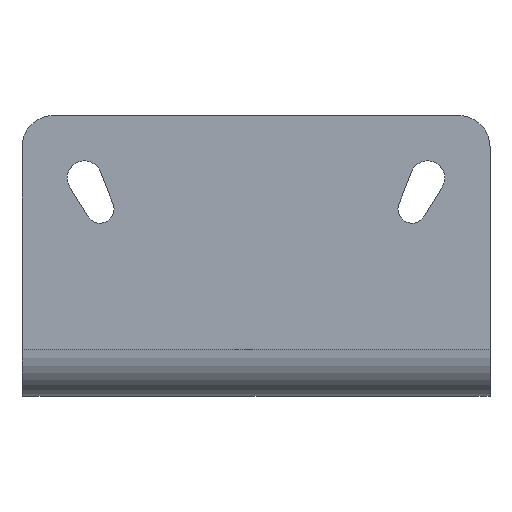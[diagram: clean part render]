
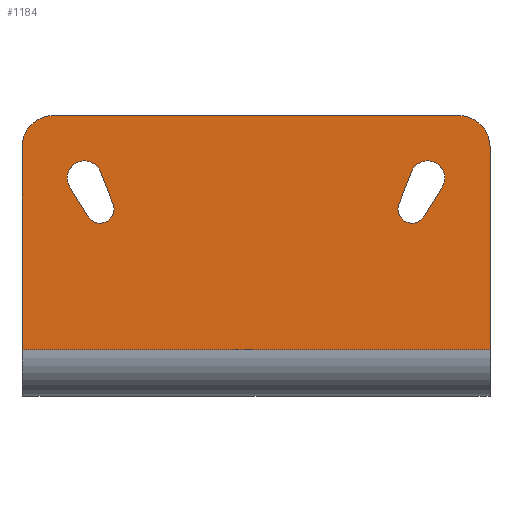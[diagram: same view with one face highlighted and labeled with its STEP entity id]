
A CAD part, front view. The second image highlights one B-rep face of the part: STEP entity #1184.
In plain terms, the highlighted planar face has unit normal (0, -1, 0).
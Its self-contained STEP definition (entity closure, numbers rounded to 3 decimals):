
#4 = CARTESIAN_POINT ( 'NONE',  ( 32.5, -5., 40. ) ) ;
#21 = VERTEX_POINT ( 'NONE', #82 ) ;
#33 = VERTEX_POINT ( 'NONE', #178 ) ;
#34 = ORIENTED_EDGE ( 'NONE', *, *, #177, .F. ) ;
#37 = FACE_BOUND ( 'NONE', #1277, .T. ) ;
#46 = EDGE_CURVE ( 'NONE', #294, #690, #792, .T. ) ;
#50 = CARTESIAN_POINT ( 'NONE',  ( 32.5, -5., 35. ) ) ;
#53 = DIRECTION ( 'NONE',  ( 0., -1., 0. ) ) ;
#58 = DIRECTION ( 'NONE',  ( 0., 0., -1. ) ) ;
#75 = CARTESIAN_POINT ( 'NONE',  ( -27.5, -5., 30. ) ) ;
#76 = EDGE_CURVE ( 'NONE', #390, #21, #634, .T. ) ;
#82 = CARTESIAN_POINT ( 'NONE',  ( -37.5, -5., 2.5 ) ) ;
#89 = CIRCLE ( 'NONE', #1068, 2.75 ) ;
#94 = CARTESIAN_POINT ( 'NONE',  ( 29.84, -5., 28.555 ) ) ;
#107 = CARTESIAN_POINT ( 'NONE',  ( -27.5, -5., 32.75 ) ) ;
#108 = DIRECTION ( 'NONE',  ( 0.365, 0., -0.931 ) ) ;
#109 = DIRECTION ( 'NONE',  ( 0., 1., 0. ) ) ;
#137 = DIRECTION ( 'NONE',  ( 0., 0., -1. ) ) ;
#151 = CARTESIAN_POINT ( 'NONE',  ( -32.5, -5., 35. ) ) ;
#154 = DIRECTION ( 'NONE',  ( 0., 0., -1. ) ) ;
#158 = DIRECTION ( 'NONE',  ( 0., -1., 0. ) ) ;
#160 = ORIENTED_EDGE ( 'NONE', *, *, #551, .T. ) ;
#161 = VECTOR ( 'NONE', #715, 1000. ) ;
#169 = DIRECTION ( 'NONE',  ( 0., 0., -1. ) ) ;
#173 = CIRCLE ( 'NONE', #364, 2.75 ) ;
#177 = EDGE_CURVE ( 'NONE', #350, #1103, #381, .T. ) ;
#178 = CARTESIAN_POINT ( 'NONE',  ( 37.5, -5., 2.5 ) ) ;
#180 = DIRECTION ( 'NONE',  ( 0.365, 0., 0.931 ) ) ;
#183 = CARTESIAN_POINT ( 'NONE',  ( 22.906, -5., 25.822 ) ) ;
#193 = LINE ( 'NONE', #540, #630 ) ;
#212 = LINE ( 'NONE', #845, #1293 ) ;
#227 = CIRCLE ( 'NONE', #408, 2.75 ) ;
#251 = CARTESIAN_POINT ( 'NONE',  ( -24.94, -5., 31.005 ) ) ;
#272 = CARTESIAN_POINT ( 'NONE',  ( -25., -5., 25. ) ) ;
#278 = DIRECTION ( 'NONE',  ( 0., 1., 0. ) ) ;
#294 = VERTEX_POINT ( 'NONE', #1309 ) ;
#295 = CARTESIAN_POINT ( 'NONE',  ( -37.5, -5., 40. ) ) ;
#297 = CARTESIAN_POINT ( 'NONE',  ( -37.5, -5., -5. ) ) ;
#301 = EDGE_CURVE ( 'NONE', #817, #1301, #1089, .T. ) ;
#304 = VERTEX_POINT ( 'NONE', #251 ) ;
#324 = ORIENTED_EDGE ( 'NONE', *, *, #1079, .T. ) ;
#329 = CARTESIAN_POINT ( 'NONE',  ( 25., -5., 25. ) ) ;
#339 = DIRECTION ( 'NONE',  ( 0., 1., 0. ) ) ;
#350 = VERTEX_POINT ( 'NONE', #588 ) ;
#351 = DIRECTION ( 'NONE',  ( 0., 0., -1. ) ) ;
#357 = ORIENTED_EDGE ( 'NONE', *, *, #933, .T. ) ;
#358 = CIRCLE ( 'NONE', #859, 2.75 ) ;
#364 = AXIS2_PLACEMENT_3D ( 'NONE', #371, #278, #791 ) ;
#371 = CARTESIAN_POINT ( 'NONE',  ( -27.5, -5., 30. ) ) ;
#381 = LINE ( 'NONE', #295, #161 ) ;
#390 = VERTEX_POINT ( 'NONE', #679 ) ;
#401 = PLANE ( 'NONE',  #1322 ) ;
#408 = AXIS2_PLACEMENT_3D ( 'NONE', #589, #601, #593 ) ;
#412 = VECTOR ( 'NONE', #180, 1000. ) ;
#422 = DIRECTION ( 'NONE',  ( 0., -1., 0. ) ) ;
#430 = DIRECTION ( 'NONE',  ( 0., 0., -1. ) ) ;
#449 = CARTESIAN_POINT ( 'NONE',  ( -37.5, -5., -5. ) ) ;
#454 = VERTEX_POINT ( 'NONE', #666 ) ;
#489 = DIRECTION ( 'NONE',  ( 0., 0., -1. ) ) ;
#492 = ORIENTED_EDGE ( 'NONE', *, *, #46, .T. ) ;
#495 = ORIENTED_EDGE ( 'NONE', *, *, #866, .T. ) ;
#500 = AXIS2_PLACEMENT_3D ( 'NONE', #50, #53, #58 ) ;
#502 = CARTESIAN_POINT ( 'NONE',  ( -26.914, -5., 23.818 ) ) ;
#514 = VECTOR ( 'NONE', #1278, 1000. ) ;
#540 = CARTESIAN_POINT ( 'NONE',  ( -37.5, -5., 2.5 ) ) ;
#551 = EDGE_CURVE ( 'NONE', #304, #817, #212, .T. ) ;
#562 = LINE ( 'NONE', #1348, #1359 ) ;
#577 = FACE_BOUND ( 'NONE', #1033, .T. ) ;
#585 = VECTOR ( 'NONE', #489, 1000. ) ;
#588 = CARTESIAN_POINT ( 'NONE',  ( -32.5, -5., 40. ) ) ;
#589 = CARTESIAN_POINT ( 'NONE',  ( 27.5, -5., 30. ) ) ;
#593 = DIRECTION ( 'NONE',  ( 0., 0., -1. ) ) ;
#601 = DIRECTION ( 'NONE',  ( 0., 1., 0. ) ) ;
#604 = CARTESIAN_POINT ( 'NONE',  ( -22.906, -5., 25.822 ) ) ;
#627 = EDGE_CURVE ( 'NONE', #1334, #33, #1230, .T. ) ;
#630 = VECTOR ( 'NONE', #1162, 1000. ) ;
#634 = LINE ( 'NONE', #449, #585 ) ;
#643 = CIRCLE ( 'NONE', #903, 5. ) ;
#666 = CARTESIAN_POINT ( 'NONE',  ( 27.5, -5., 32.75 ) ) ;
#679 = CARTESIAN_POINT ( 'NONE',  ( -37.5, -5., 35. ) ) ;
#690 = VERTEX_POINT ( 'NONE', #705 ) ;
#705 = CARTESIAN_POINT ( 'NONE',  ( 24.94, -5., 31.005 ) ) ;
#715 = DIRECTION ( 'NONE',  ( 1., 0., 0. ) ) ;
#744 = EDGE_LOOP ( 'NONE', ( #1085, #839, #495, #940, #868, #34 ) ) ;
#775 = CARTESIAN_POINT ( 'NONE',  ( 26.914, -5., 23.818 ) ) ;
#777 = VERTEX_POINT ( 'NONE', #107 ) ;
#791 = DIRECTION ( 'NONE',  ( 0., 0., -1. ) ) ;
#792 = LINE ( 'NONE', #183, #412 ) ;
#801 = CIRCLE ( 'NONE', #1006, 2.25 ) ;
#809 = CARTESIAN_POINT ( 'NONE',  ( 37.5, -5., 35. ) ) ;
#812 = ORIENTED_EDGE ( 'NONE', *, *, #1275, .T. ) ;
#817 = VERTEX_POINT ( 'NONE', #604 ) ;
#839 = ORIENTED_EDGE ( 'NONE', *, *, #76, .T. ) ;
#842 = AXIS2_PLACEMENT_3D ( 'NONE', #272, #889, #154 ) ;
#845 = CARTESIAN_POINT ( 'NONE',  ( -22.906, -5., 25.822 ) ) ;
#859 = AXIS2_PLACEMENT_3D ( 'NONE', #75, #109, #137 ) ;
#866 = EDGE_CURVE ( 'NONE', #21, #33, #193, .T. ) ;
#868 = ORIENTED_EDGE ( 'NONE', *, *, #1134, .T. ) ;
#889 = DIRECTION ( 'NONE',  ( 0., 1., 0. ) ) ;
#903 = AXIS2_PLACEMENT_3D ( 'NONE', #151, #158, #169 ) ;
#910 = FACE_OUTER_BOUND ( 'NONE', #744, .T. ) ;
#933 = EDGE_CURVE ( 'NONE', #777, #304, #358, .T. ) ;
#934 = ORIENTED_EDGE ( 'NONE', *, *, #966, .T. ) ;
#940 = ORIENTED_EDGE ( 'NONE', *, *, #627, .F. ) ;
#942 = CARTESIAN_POINT ( 'NONE',  ( -26.914, -5., 23.818 ) ) ;
#966 = EDGE_CURVE ( 'NONE', #1138, #1050, #562, .T. ) ;
#983 = CIRCLE ( 'NONE', #500, 5. ) ;
#996 = DIRECTION ( 'NONE',  ( 0., 0., -1. ) ) ;
#1006 = AXIS2_PLACEMENT_3D ( 'NONE', #329, #339, #351 ) ;
#1021 = VERTEX_POINT ( 'NONE', #1159 ) ;
#1033 = EDGE_LOOP ( 'NONE', ( #492, #812, #1110, #934, #1215 ) ) ;
#1034 = EDGE_CURVE ( 'NONE', #1050, #294, #801, .T. ) ;
#1050 = VERTEX_POINT ( 'NONE', #775 ) ;
#1061 = LINE ( 'NONE', #502, #514 ) ;
#1068 = AXIS2_PLACEMENT_3D ( 'NONE', #1323, #1208, #996 ) ;
#1079 = EDGE_CURVE ( 'NONE', #1021, #777, #173, .T. ) ;
#1085 = ORIENTED_EDGE ( 'NONE', *, *, #1154, .T. ) ;
#1089 = CIRCLE ( 'NONE', #842, 2.25 ) ;
#1103 = VERTEX_POINT ( 'NONE', #4 ) ;
#1110 = ORIENTED_EDGE ( 'NONE', *, *, #1345, .T. ) ;
#1134 = EDGE_CURVE ( 'NONE', #1334, #1103, #983, .T. ) ;
#1138 = VERTEX_POINT ( 'NONE', #94 ) ;
#1154 = EDGE_CURVE ( 'NONE', #350, #390, #643, .T. ) ;
#1159 = CARTESIAN_POINT ( 'NONE',  ( -29.84, -5., 28.555 ) ) ;
#1162 = DIRECTION ( 'NONE',  ( 1., 0., 0. ) ) ;
#1184 = ADVANCED_FACE ( 'NONE', ( #910, #577, #37 ), #401, .T. ) ;
#1196 = VECTOR ( 'NONE', #1240, 1000. ) ;
#1208 = DIRECTION ( 'NONE',  ( 0., 1., 0. ) ) ;
#1215 = ORIENTED_EDGE ( 'NONE', *, *, #1034, .T. ) ;
#1225 = EDGE_CURVE ( 'NONE', #1301, #1021, #1061, .T. ) ;
#1230 = LINE ( 'NONE', #1347, #1196 ) ;
#1240 = DIRECTION ( 'NONE',  ( 0., 0., -1. ) ) ;
#1242 = ORIENTED_EDGE ( 'NONE', *, *, #301, .T. ) ;
#1262 = ORIENTED_EDGE ( 'NONE', *, *, #1225, .T. ) ;
#1275 = EDGE_CURVE ( 'NONE', #690, #454, #227, .T. ) ;
#1277 = EDGE_LOOP ( 'NONE', ( #160, #1242, #1262, #324, #357 ) ) ;
#1278 = DIRECTION ( 'NONE',  ( -0.525, 0., 0.851 ) ) ;
#1293 = VECTOR ( 'NONE', #108, 1000. ) ;
#1301 = VERTEX_POINT ( 'NONE', #942 ) ;
#1309 = CARTESIAN_POINT ( 'NONE',  ( 22.906, -5., 25.822 ) ) ;
#1322 = AXIS2_PLACEMENT_3D ( 'NONE', #297, #422, #430 ) ;
#1323 = CARTESIAN_POINT ( 'NONE',  ( 27.5, -5., 30. ) ) ;
#1328 = DIRECTION ( 'NONE',  ( -0.525, 0., -0.851 ) ) ;
#1334 = VERTEX_POINT ( 'NONE', #809 ) ;
#1345 = EDGE_CURVE ( 'NONE', #454, #1138, #89, .T. ) ;
#1347 = CARTESIAN_POINT ( 'NONE',  ( 37.5, -5., -5. ) ) ;
#1348 = CARTESIAN_POINT ( 'NONE',  ( 26.914, -5., 23.818 ) ) ;
#1359 = VECTOR ( 'NONE', #1328, 1000. ) ;
